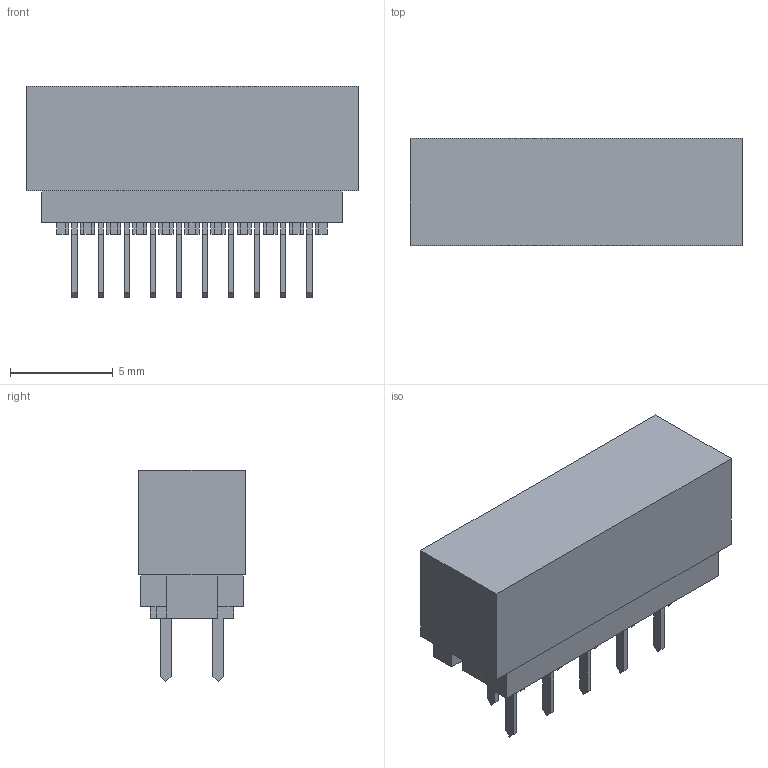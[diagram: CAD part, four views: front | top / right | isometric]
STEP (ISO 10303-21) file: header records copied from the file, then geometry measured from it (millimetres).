
FILE_DESCRIPTION(/* description */ ('STEP AP214'),/* implementation_level */ '2;1');
FILE_NAME(/* name */ '6054ab0ed6eb16188e370148',/* time_stamp */ '2021-03-19T13:45:51+00:00',/* author */ (''),/* organization */ (''),/* preprocessor_version */ 'ST-DEVELOPER v18.1',/* originating_system */ ' ',/* authorisation */ ' ');
FILE_SCHEMA (('AUTOMOTIVE_DESIGN {1 0 10303 214 3 1 1}'));
Length unit declared in the file: metre
Products named in the file (20): Part 20; Part 19; Part 18; Part 17; Part 16; Part 15; Part 14; Part 13; Part 12; Part 11; Part 10; Part 9; Part 8; Part 7; Part 6; Part 5; Part 4; Part 3; Pin; Body
Bounding box: 16.15 x 5.2 x 10.3 mm (x, y, z)
Volume: 656.7 mm3; surface area: 880.8 mm2
Topology: 20 solids, 20 shells, 359 faces, 926 edges, 616 vertices
Faces by surface type: plane 355, cylinder 4
Entity records: 11205 total; most frequent: CARTESIAN_POINT 1921, ORIENTED_EDGE 1852, DIRECTION 1692, EDGE_CURVE 926, LINE 918, VECTOR 918, VERTEX_POINT 616, AXIS2_PLACEMENT_3D 387
